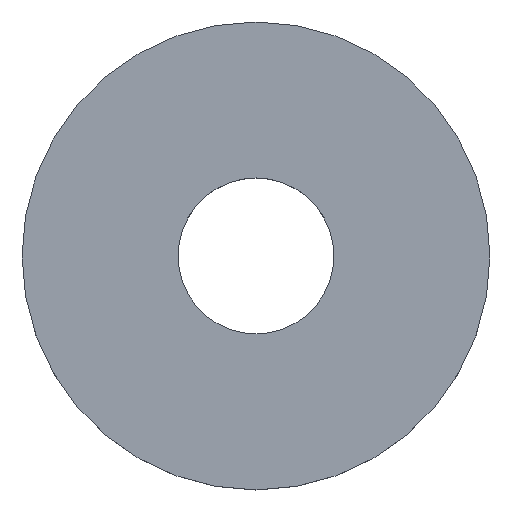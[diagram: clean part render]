
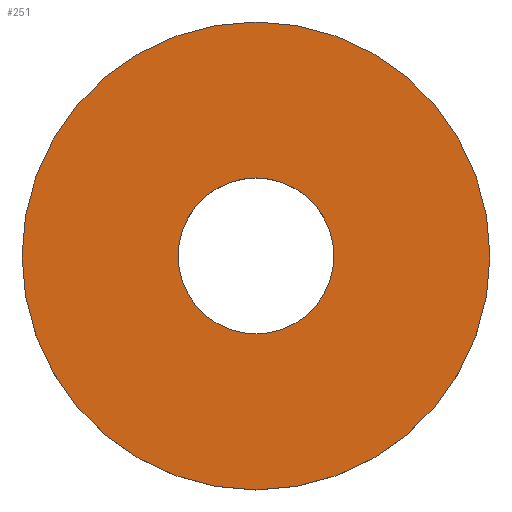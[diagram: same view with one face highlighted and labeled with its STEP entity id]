
A CAD part, top view. The second image highlights one B-rep face of the part: STEP entity #251.
In plain terms, the highlighted planar face has unit normal (0, 0, 1).
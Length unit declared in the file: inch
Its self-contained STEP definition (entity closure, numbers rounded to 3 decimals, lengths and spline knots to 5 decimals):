
#5 = VERTEX_POINT ( 'NONE', #55 ) ;
#22 = CARTESIAN_POINT ( 'NONE',  ( 0., 0., 0.02025 ) ) ;
#23 = DIRECTION ( 'NONE',  ( 0., 0., 1. ) ) ;
#27 = DIRECTION ( 'NONE',  ( 0., 0., 1. ) ) ;
#32 = EDGE_CURVE ( 'NONE', #5, #200, #162, .T. ) ;
#45 = CARTESIAN_POINT ( 'NONE',  ( 0., 0., 0.02025 ) ) ;
#55 = CARTESIAN_POINT ( 'NONE',  ( 0.0625, 0., 0.02025 ) ) ;
#56 = EDGE_CURVE ( 'NONE', #63, #178, #125, .T. ) ;
#62 = CARTESIAN_POINT ( 'NONE',  ( 0.1875, 0., 0.02025 ) ) ;
#63 = VERTEX_POINT ( 'NONE', #62 ) ;
#78 = AXIS2_PLACEMENT_3D ( 'NONE', #102, #136, #203 ) ;
#82 = CIRCLE ( 'NONE', #83, 0.0625 ) ;
#83 = AXIS2_PLACEMENT_3D ( 'NONE', #103, #114, #235 ) ;
#91 = FACE_OUTER_BOUND ( 'NONE', #188, .T. ) ;
#98 = ORIENTED_EDGE ( 'NONE', *, *, #168, .F. ) ;
#102 = CARTESIAN_POINT ( 'NONE',  ( 0., 0., 0.02025 ) ) ;
#103 = CARTESIAN_POINT ( 'NONE',  ( 0., 0., 0.02025 ) ) ;
#111 = DIRECTION ( 'NONE',  ( 1., 0., 0. ) ) ;
#114 = DIRECTION ( 'NONE',  ( 0., 0., 1. ) ) ;
#115 = ORIENTED_EDGE ( 'NONE', *, *, #56, .T. ) ;
#117 = DIRECTION ( 'NONE',  ( 1., 0., 0. ) ) ;
#125 = CIRCLE ( 'NONE', #141, 0.1875 ) ;
#136 = DIRECTION ( 'NONE',  ( 0., 0., 1. ) ) ;
#139 = PLANE ( 'NONE',  #167 ) ;
#141 = AXIS2_PLACEMENT_3D ( 'NONE', #22, #153, #233 ) ;
#153 = DIRECTION ( 'NONE',  ( 0., 0., 1. ) ) ;
#162 = CIRCLE ( 'NONE', #243, 0.0625 ) ;
#166 = CIRCLE ( 'NONE', #78, 0.1875 ) ;
#167 = AXIS2_PLACEMENT_3D ( 'NONE', #45, #27, #117 ) ;
#168 = EDGE_CURVE ( 'NONE', #200, #5, #82, .T. ) ;
#178 = VERTEX_POINT ( 'NONE', #252 ) ;
#188 = EDGE_LOOP ( 'NONE', ( #194, #115 ) ) ;
#194 = ORIENTED_EDGE ( 'NONE', *, *, #207, .T. ) ;
#196 = CARTESIAN_POINT ( 'NONE',  ( 0., 0., 0.02025 ) ) ;
#200 = VERTEX_POINT ( 'NONE', #247 ) ;
#203 = DIRECTION ( 'NONE',  ( 1., 0., 0. ) ) ;
#204 = EDGE_LOOP ( 'NONE', ( #98, #208 ) ) ;
#207 = EDGE_CURVE ( 'NONE', #178, #63, #166, .T. ) ;
#208 = ORIENTED_EDGE ( 'NONE', *, *, #32, .F. ) ;
#225 = FACE_BOUND ( 'NONE', #204, .T. ) ;
#233 = DIRECTION ( 'NONE',  ( 1., 0., 0. ) ) ;
#235 = DIRECTION ( 'NONE',  ( 1., 0., 0. ) ) ;
#243 = AXIS2_PLACEMENT_3D ( 'NONE', #196, #23, #111 ) ;
#247 = CARTESIAN_POINT ( 'NONE',  ( -0.0625, 0., 0.02025 ) ) ;
#251 = ADVANCED_FACE ( 'NONE', ( #91, #225 ), #139, .T. ) ;
#252 = CARTESIAN_POINT ( 'NONE',  ( -0.1875, 0., 0.02025 ) ) ;
